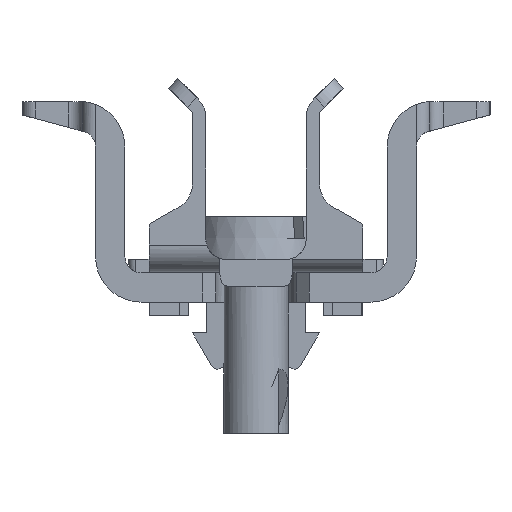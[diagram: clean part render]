
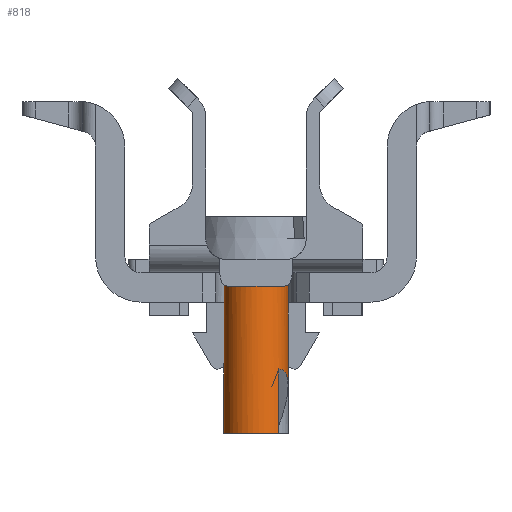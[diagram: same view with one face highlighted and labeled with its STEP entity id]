
A CAD part, left-side view. The second image highlights one B-rep face of the part: STEP entity #818.
In plain terms, the highlighted cylindrical face has radius 2.4 mm (diameter 4.8 mm), a full revolution.
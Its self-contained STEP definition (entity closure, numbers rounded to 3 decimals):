
#818 = ADVANCED_FACE( '', ( #1927, #1928 ), #1929, .T. );
#1927 = FACE_OUTER_BOUND( '', #3326, .T. );
#1928 = FACE_OUTER_BOUND( '', #3327, .T. );
#1929 = CYLINDRICAL_SURFACE( '', #3328, 2.4 );
#3326 = EDGE_LOOP( '', ( #5897 ) );
#3327 = EDGE_LOOP( '', ( #5898, #5899, #5900, #5901 ) );
#3328 = AXIS2_PLACEMENT_3D( '', #5902, #5903, #5904 );
#5897 = ORIENTED_EDGE( '', *, *, #9622, .T. );
#5898 = ORIENTED_EDGE( '', *, *, #8939, .T. );
#5899 = ORIENTED_EDGE( '', *, *, #9623, .T. );
#5900 = ORIENTED_EDGE( '', *, *, #8825, .T. );
#5901 = ORIENTED_EDGE( '', *, *, #9624, .T. );
#5902 = CARTESIAN_POINT( '', ( 4., 0., 6.4 ) );
#5903 = DIRECTION( '', ( 0., 0., -1. ) );
#5904 = DIRECTION( '', ( 1., 0., 0. ) );
#8825 = EDGE_CURVE( '', #10745, #10746, #10747, .T. );
#8939 = EDGE_CURVE( '', #10946, #10949, #10951, .T. );
#9622 = EDGE_CURVE( '', #12055, #12055, #12056, .F. );
#9623 = EDGE_CURVE( '', #10949, #10745, #12057, .F. );
#9624 = EDGE_CURVE( '', #10746, #10946, #12058, .T. );
#10745 = VERTEX_POINT( '', #13589 );
#10746 = VERTEX_POINT( '', #13590 );
#10747 = CIRCLE( '', #13591, 2.4 );
#10946 = VERTEX_POINT( '', #13912 );
#10949 = VERTEX_POINT( '', #13916 );
#10951 = ELLIPSE( '', #13919, 4.864, 2.4 );
#12055 = VERTEX_POINT( '', #15514 );
#12056 = CIRCLE( '', #15515, 2.4 );
#12057 = LINE( '', #15516, #15517 );
#12058 = LINE( '', #15518, #15519 );
#13589 = CARTESIAN_POINT( '', ( 5.697, -1.697, -9.8 ) );
#13590 = CARTESIAN_POINT( '', ( 2.303, -1.697, -9.8 ) );
#13591 = AXIS2_PLACEMENT_3D( '', #17246, #17247, #17248 );
#13912 = CARTESIAN_POINT( '', ( 2.303, -1.697, -5. ) );
#13916 = CARTESIAN_POINT( '', ( 5.697, -1.697, -9.231 ) );
#13919 = AXIS2_PLACEMENT_3D( '', #17377, #17378, #17379 );
#15514 = CARTESIAN_POINT( '', ( 4., -2.4, 2.2 ) );
#15515 = AXIS2_PLACEMENT_3D( '', #18201, #18202, #18203 );
#15516 = CARTESIAN_POINT( '', ( 5.697, -1.697, 6.4 ) );
#15517 = VECTOR( '', #18204, 1000. );
#15518 = CARTESIAN_POINT( '', ( 2.303, -1.697, -9.8 ) );
#15519 = VECTOR( '', #18205, 1000. );
#17246 = CARTESIAN_POINT( '', ( 4., 0., -9.8 ) );
#17247 = DIRECTION( '', ( 0., 0., 1. ) );
#17248 = DIRECTION( '', ( 1., 0., 0. ) );
#17377 = CARTESIAN_POINT( '', ( 4., 0., -9.231 ) );
#17378 = DIRECTION( '', ( 0.615, 0.615, 0.493 ) );
#17379 = DIRECTION( '', ( -0.349, -0.349, 0.87 ) );
#18201 = CARTESIAN_POINT( '', ( 4., 0., 2.2 ) );
#18202 = DIRECTION( '', ( 0., 0., 1. ) );
#18203 = DIRECTION( '', ( 0., -1., 0. ) );
#18204 = DIRECTION( '', ( 0., 0., 1. ) );
#18205 = DIRECTION( '', ( 0., 0., 1. ) );
